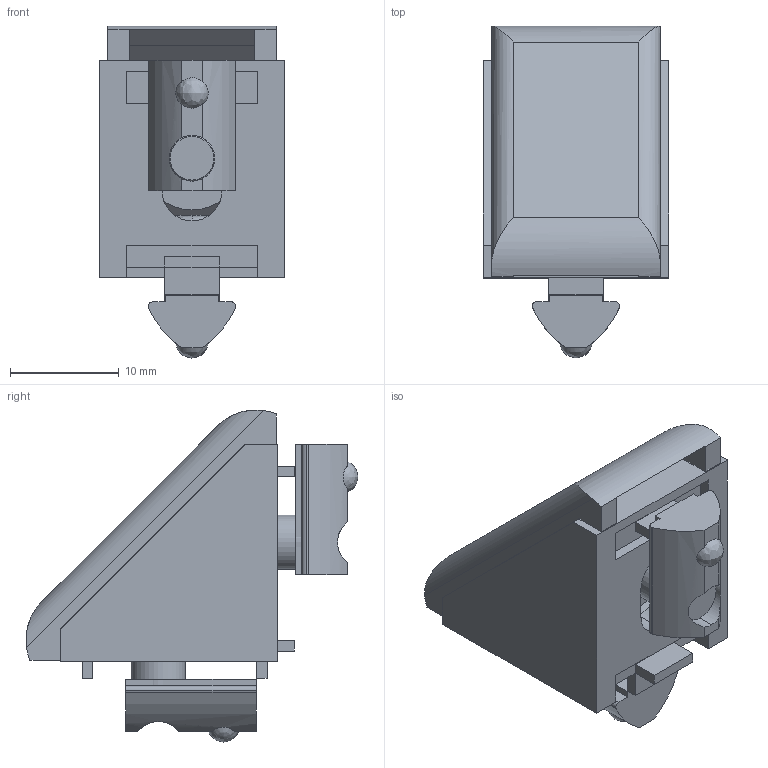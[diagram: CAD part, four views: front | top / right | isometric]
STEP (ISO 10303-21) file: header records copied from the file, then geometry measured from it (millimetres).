
FILE_DESCRIPTION (( 'STEP AP214' ), '1' );
FILE_NAME ('72651001', '2019-02-04T10:22:20', ( '' ), ('JUGARD+KÜNSTNER GmbH'), 'SwSTEP 2.0', 'SolidWorks 2017', '' );
FILE_SCHEMA (( 'AUTOMOTIVE_DESIGN' ));
Length unit declared in the file: millimetre
Products named in the file (7): Kopie von ULF M5x8_2^72651001; 72651001_CNAJF00; Kopie von 7265100 Winkel-5 20x20^72651001; Kopie von NS-5 M5 Steg_2^72651001; Kopie von NS-5 M5 Steg^72651001; Kopie von ULF M5x8^72651001; Kopie von Abdeckkappe 20x20^72651001
Assembly tree (6 placements, depth 2):
  72651001_CNAJF00
    Kopie von 7265100 Winkel-5 20x20^72651001
    Kopie von ULF M5x8^72651001
    Kopie von NS-5 M5 Steg^72651001
    Kopie von ULF M5x8_2^72651001
    Kopie von NS-5 M5 Steg_2^72651001
    Kopie von Abdeckkappe 20x20^72651001
Bounding box: 17 x 30.5 x 30.5 mm (x, y, z)
Volume: 4481.1 mm3; surface area: 5105.8 mm2
Topology: 6 solids, 6 shells, 173 faces, 444 edges, 290 vertices
Faces by surface type: plane 131, cylinder 32, bspline 6, cone 4
Entity records: 5782 total; most frequent: CARTESIAN_POINT 1230, ORIENTED_EDGE 888, DIRECTION 852, EDGE_CURVE 444, VECTOR 348, LINE 348, VERTEX_POINT 290, AXIS2_PLACEMENT_3D 252
